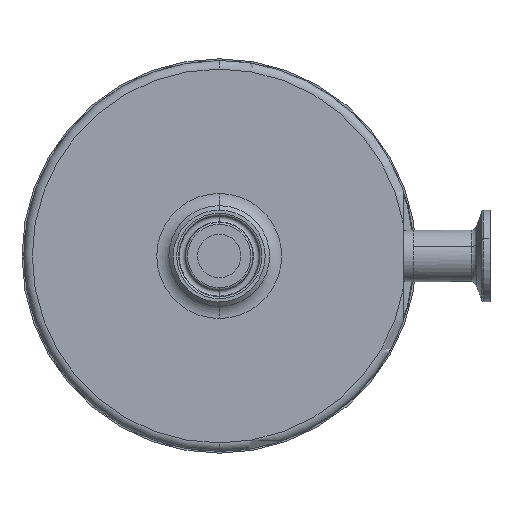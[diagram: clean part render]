
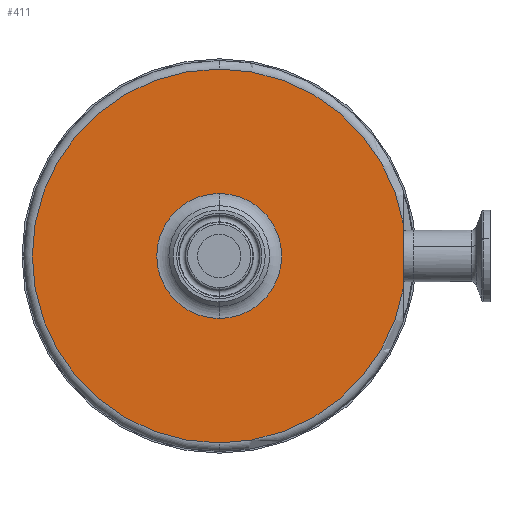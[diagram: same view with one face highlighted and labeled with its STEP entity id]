
A CAD part, front view. The second image highlights one B-rep face of the part: STEP entity #411.
In plain terms, the highlighted planar face has unit normal (0, -1, 0).
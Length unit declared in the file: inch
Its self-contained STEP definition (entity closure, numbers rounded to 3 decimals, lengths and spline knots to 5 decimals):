
#189 = ORIENTED_EDGE ( 'NONE', *, *, #8414, .T. ) ;
#330 = ORIENTED_EDGE ( 'NONE', *, *, #6388, .F. ) ;
#411 = ADVANCED_FACE ( 'NONE', ( #3897, #1592 ), #1541, .T. ) ;
#468 = DIRECTION ( 'NONE',  ( 0., -1., 0. ) ) ;
#630 = CARTESIAN_POINT ( 'NONE',  ( 0., -0.63, -2.725 ) ) ;
#716 = LINE ( 'NONE', #1693, #3115 ) ;
#737 = VERTEX_POINT ( 'NONE', #2754 ) ;
#915 = CARTESIAN_POINT ( 'NONE',  ( 0., -0.63, 0. ) ) ;
#961 = DIRECTION ( 'NONE',  ( 0., 0., -1. ) ) ;
#964 = AXIS2_PLACEMENT_3D ( 'NONE', #7421, #468, #2557 ) ;
#988 = EDGE_CURVE ( 'NONE', #737, #8058, #716, .T. ) ;
#1075 = VERTEX_POINT ( 'NONE', #4527 ) ;
#1212 = DIRECTION ( 'NONE',  ( 0., 0., -1. ) ) ;
#1373 = AXIS2_PLACEMENT_3D ( 'NONE', #915, #5227, #4432 ) ;
#1374 = ORIENTED_EDGE ( 'NONE', *, *, #8098, .F. ) ;
#1541 = PLANE ( 'NONE',  #1872 ) ;
#1592 = FACE_BOUND ( 'NONE', #1840, .T. ) ;
#1693 = CARTESIAN_POINT ( 'NONE',  ( 2.685, -0.63, 0. ) ) ;
#1731 = CARTESIAN_POINT ( 'NONE',  ( 0., -0.63, 0. ) ) ;
#1766 = VERTEX_POINT ( 'NONE', #4574 ) ;
#1840 = EDGE_LOOP ( 'NONE', ( #330, #1374 ) ) ;
#1872 = AXIS2_PLACEMENT_3D ( 'NONE', #2949, #8562, #961 ) ;
#2522 = AXIS2_PLACEMENT_3D ( 'NONE', #1731, #3775, #8682 ) ;
#2557 = DIRECTION ( 'NONE',  ( 0., 0., -1. ) ) ;
#2743 = CARTESIAN_POINT ( 'NONE',  ( 2.685, -0.63, -0.46519 ) ) ;
#2754 = CARTESIAN_POINT ( 'NONE',  ( 2.685, -0.63, 0.46519 ) ) ;
#2949 = CARTESIAN_POINT ( 'NONE',  ( 0.91114, -0.63, 0. ) ) ;
#3115 = VECTOR ( 'NONE', #7931, 39.37008 ) ;
#3170 = AXIS2_PLACEMENT_3D ( 'NONE', #6630, #8113, #5242 ) ;
#3477 = CARTESIAN_POINT ( 'NONE',  ( 0., -0.63, 0.91114 ) ) ;
#3775 = DIRECTION ( 'NONE',  ( 0., -1., 0. ) ) ;
#3897 = FACE_OUTER_BOUND ( 'NONE', #3929, .T. ) ;
#3929 = EDGE_LOOP ( 'NONE', ( #8145, #189, #7316, #6418 ) ) ;
#4432 = DIRECTION ( 'NONE',  ( 0., 0., -1. ) ) ;
#4527 = CARTESIAN_POINT ( 'NONE',  ( 0., -0.63, 2.725 ) ) ;
#4574 = CARTESIAN_POINT ( 'NONE',  ( 0., -0.63, -0.91114 ) ) ;
#4886 = EDGE_CURVE ( 'NONE', #5651, #8058, #7142, .T. ) ;
#5227 = DIRECTION ( 'NONE',  ( 0., -1., 0. ) ) ;
#5242 = DIRECTION ( 'NONE',  ( 0., 0., -1. ) ) ;
#5345 = CIRCLE ( 'NONE', #2522, 0.91114 ) ;
#5498 = CARTESIAN_POINT ( 'NONE',  ( 0., -0.63, 0. ) ) ;
#5651 = VERTEX_POINT ( 'NONE', #630 ) ;
#5800 = CIRCLE ( 'NONE', #964, 2.725 ) ;
#6388 = EDGE_CURVE ( 'NONE', #1766, #7734, #5345, .T. ) ;
#6418 = ORIENTED_EDGE ( 'NONE', *, *, #4886, .T. ) ;
#6630 = CARTESIAN_POINT ( 'NONE',  ( 0., -0.63, 0. ) ) ;
#7068 = AXIS2_PLACEMENT_3D ( 'NONE', #5498, #7629, #1212 ) ;
#7142 = CIRCLE ( 'NONE', #3170, 2.725 ) ;
#7210 = CIRCLE ( 'NONE', #1373, 2.725 ) ;
#7316 = ORIENTED_EDGE ( 'NONE', *, *, #8002, .T. ) ;
#7421 = CARTESIAN_POINT ( 'NONE',  ( 0., -0.63, 0. ) ) ;
#7629 = DIRECTION ( 'NONE',  ( 0., -1., 0. ) ) ;
#7734 = VERTEX_POINT ( 'NONE', #3477 ) ;
#7931 = DIRECTION ( 'NONE',  ( 0., 0., -1. ) ) ;
#8002 = EDGE_CURVE ( 'NONE', #1075, #5651, #5800, .T. ) ;
#8058 = VERTEX_POINT ( 'NONE', #2743 ) ;
#8098 = EDGE_CURVE ( 'NONE', #7734, #1766, #8406, .T. ) ;
#8113 = DIRECTION ( 'NONE',  ( 0., -1., 0. ) ) ;
#8145 = ORIENTED_EDGE ( 'NONE', *, *, #988, .F. ) ;
#8406 = CIRCLE ( 'NONE', #7068, 0.91114 ) ;
#8414 = EDGE_CURVE ( 'NONE', #737, #1075, #7210, .T. ) ;
#8562 = DIRECTION ( 'NONE',  ( 0., -1., 0. ) ) ;
#8682 = DIRECTION ( 'NONE',  ( 0., 0., -1. ) ) ;
